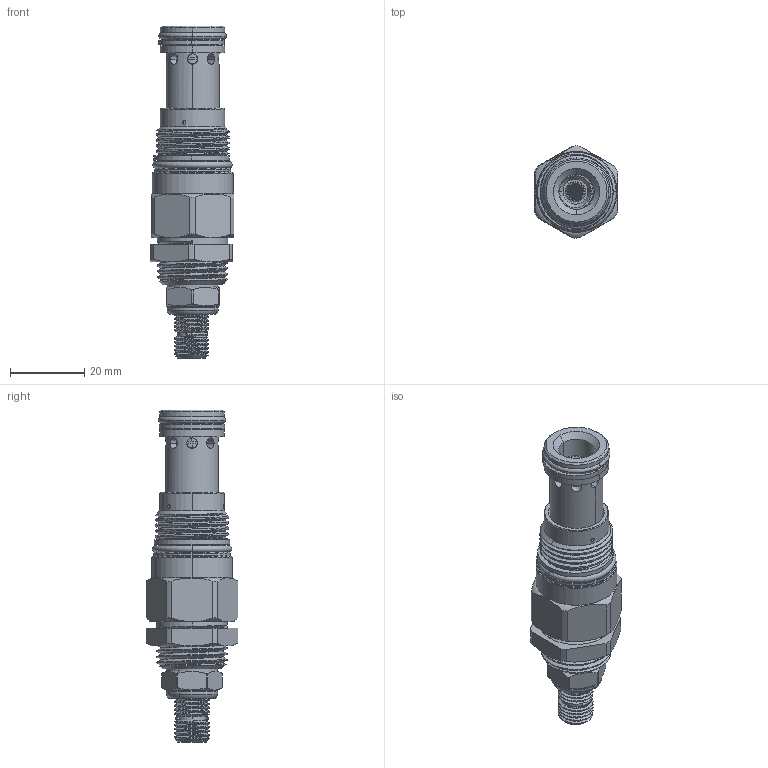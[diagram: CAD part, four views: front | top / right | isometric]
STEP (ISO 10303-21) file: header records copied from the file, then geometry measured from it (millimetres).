
FILE_DESCRIPTION (( 'STEP AP203' ), '1' );
FILE_NAME ('RP10A20-LF.STEP', '2016-08-01T08:42:38', ( '' ), ( '' ), 'SwSTEP 2.0', 'SolidWorks 2012', '' );
FILE_SCHEMA (( 'CONFIG_CONTROL_DESIGN' ));
Length unit declared in the file: millimetre
Products named in the file (1): RP10A20-LF
Bounding box: 22.52 x 24.79 x 89.5 mm (x, y, z)
Volume: 21207.9 mm3; surface area: 9463.6 mm2
Topology: 5 solids, 5 shells, 825 faces, 2372 edges, 1530 vertices
Faces by surface type: cylinder 583, plane 73, bspline 64, cone 61, torus 40, sphere 4
Entity records: 93646 total; most frequent: CARTESIAN_POINT 73872, ORIENTED_EDGE 4740, DIRECTION 2971, EDGE_CURVE 2370, VERTEX_POINT 1530, EDGE_LOOP 1228, AXIS2_PLACEMENT_3D 1142, B_SPLINE_CURVE_WITH_KNOTS 1136
